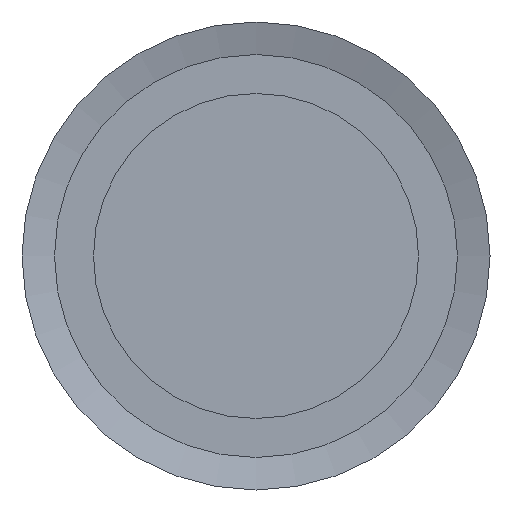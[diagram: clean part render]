
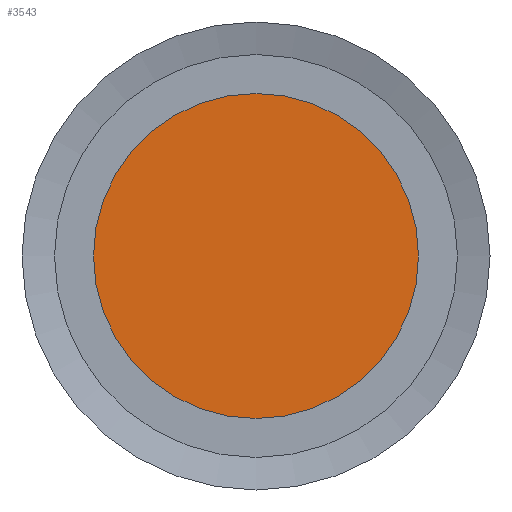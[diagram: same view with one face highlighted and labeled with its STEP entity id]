
A CAD part, left-side view. The second image highlights one B-rep face of the part: STEP entity #3543.
In plain terms, the highlighted planar face has unit normal (-1, 0, 0).
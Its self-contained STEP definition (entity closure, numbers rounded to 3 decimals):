
#1108=VERTEX_POINT('',#6149);
#1360=CIRCLE('',#3981,12.5);
#1888=EDGE_CURVE('',#1108,#1108,#1360,.T.);
#2757=ORIENTED_EDGE('',*,*,#1888,.F.);
#3163=EDGE_LOOP('',(#2757));
#3355=FACE_BOUND('',#3163,.T.);
#3543=ADVANCED_FACE('',(#3355),#6219,.F.);
#3980=AXIS2_PLACEMENT_3D('',#6147,#5060,$);
#3981=AXIS2_PLACEMENT_3D('',#6148,#5061,#5062);
#5060=DIRECTION('',(1.,0.,0.));
#5061=DIRECTION('',(1.,0.,0.));
#5062=DIRECTION('',(0.,0.,-12.5));
#6147=CARTESIAN_POINT('',(0.,0.,0.));
#6148=CARTESIAN_POINT('',(0.,0.,0.));
#6149=CARTESIAN_POINT('',(0.,0.,-12.5));
#6219=PLANE('',#3980);
